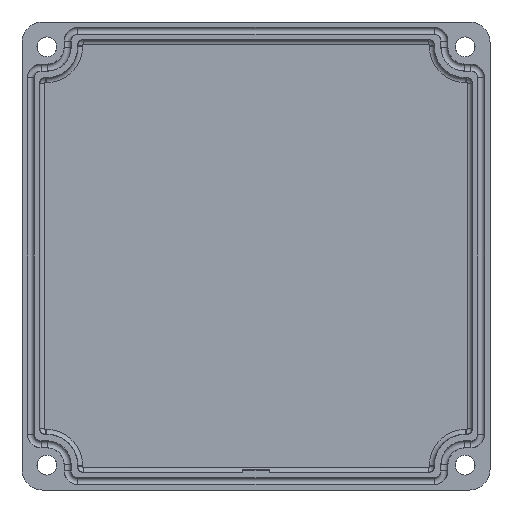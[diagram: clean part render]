
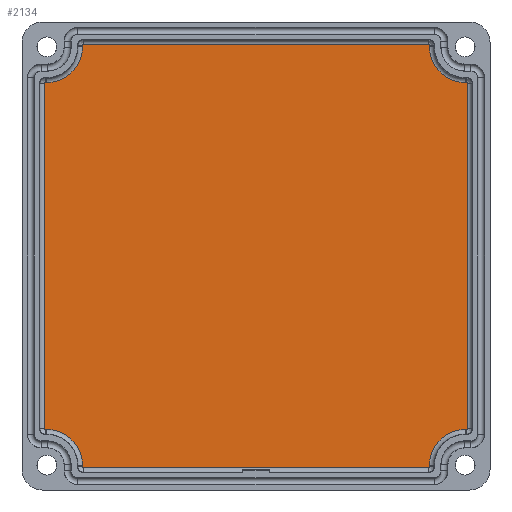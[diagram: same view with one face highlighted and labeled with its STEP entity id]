
A CAD part, front view. The second image highlights one B-rep face of the part: STEP entity #2134.
In plain terms, the highlighted planar face has unit normal (0, -1, 0).
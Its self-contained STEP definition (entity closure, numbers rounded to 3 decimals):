
#1100 = EDGE_CURVE('',#1101,#1103,#1105,.T.);
#1101 = VERTEX_POINT('',#1102);
#1102 = CARTESIAN_POINT('',(-29.5,3.5,36.153));
#1103 = VERTEX_POINT('',#1104);
#1104 = CARTESIAN_POINT('',(29.5,3.5,36.153));
#1105 = LINE('',#1106,#1107);
#1106 = CARTESIAN_POINT('',(-10.,3.5,36.153));
#1107 = VECTOR('',#1108,1.);
#1108 = DIRECTION('',(1.,0.,0.));
#1145 = VERTEX_POINT('',#1146);
#1146 = CARTESIAN_POINT('',(-29.653,3.5,36.));
#1153 = EDGE_CURVE('',#1145,#1101,#1154,.T.);
#1154 = CIRCLE('',#1155,0.153);
#1155 = AXIS2_PLACEMENT_3D('',#1156,#1157,#1158);
#1156 = CARTESIAN_POINT('',(-29.5,3.5,36.));
#1157 = DIRECTION('',(0.,1.,0.));
#1158 = DIRECTION('',(-0.707,0.,0.707));
#1190 = EDGE_CURVE('',#1191,#1145,#1193,.T.);
#1191 = VERTEX_POINT('',#1192);
#1192 = CARTESIAN_POINT('',(-29.653,3.5,35.75));
#1193 = LINE('',#1194,#1195);
#1194 = CARTESIAN_POINT('',(-29.653,3.5,7.875));
#1195 = VECTOR('',#1196,1.);
#1196 = DIRECTION('',(0.,0.,1.));
#1223 = EDGE_CURVE('',#1224,#1191,#1226,.T.);
#1224 = VERTEX_POINT('',#1225);
#1225 = CARTESIAN_POINT('',(-35.75,3.5,29.653));
#1226 = CIRCLE('',#1227,6.097);
#1227 = AXIS2_PLACEMENT_3D('',#1228,#1229,#1230);
#1228 = CARTESIAN_POINT('',(-35.75,3.5,35.75));
#1229 = DIRECTION('',(0.,-1.,0.));
#1230 = DIRECTION('',(0.707,0.,-0.707));
#1256 = EDGE_CURVE('',#1257,#1224,#1259,.T.);
#1257 = VERTEX_POINT('',#1258);
#1258 = CARTESIAN_POINT('',(-36.,3.5,29.653));
#1259 = LINE('',#1260,#1261);
#1260 = CARTESIAN_POINT('',(-28.5,3.5,29.653));
#1261 = VECTOR('',#1262,1.);
#1262 = DIRECTION('',(1.,0.,0.));
#1282 = VERTEX_POINT('',#1283);
#1283 = CARTESIAN_POINT('',(-36.153,3.5,29.5));
#1290 = EDGE_CURVE('',#1282,#1257,#1291,.T.);
#1291 = CIRCLE('',#1292,0.153);
#1292 = AXIS2_PLACEMENT_3D('',#1293,#1294,#1295);
#1293 = CARTESIAN_POINT('',(-36.,3.5,29.5));
#1294 = DIRECTION('',(0.,1.,0.));
#1295 = DIRECTION('',(-0.707,0.,0.707));
#1327 = EDGE_CURVE('',#1328,#1282,#1330,.T.);
#1328 = VERTEX_POINT('',#1329);
#1329 = CARTESIAN_POINT('',(-36.153,3.5,-29.5));
#1330 = LINE('',#1331,#1332);
#1331 = CARTESIAN_POINT('',(-36.153,3.5,-30.));
#1332 = VECTOR('',#1333,1.);
#1333 = DIRECTION('',(0.,0.,1.));
#1353 = VERTEX_POINT('',#1354);
#1354 = CARTESIAN_POINT('',(-36.,3.5,-29.653));
#1361 = EDGE_CURVE('',#1353,#1328,#1362,.T.);
#1362 = CIRCLE('',#1363,0.153);
#1363 = AXIS2_PLACEMENT_3D('',#1364,#1365,#1366);
#1364 = CARTESIAN_POINT('',(-36.,3.5,-29.5));
#1365 = DIRECTION('',(0.,1.,0.));
#1366 = DIRECTION('',(-0.707,0.,-0.707));
#1398 = EDGE_CURVE('',#1399,#1353,#1401,.T.);
#1399 = VERTEX_POINT('',#1400);
#1400 = CARTESIAN_POINT('',(-35.75,3.5,-29.653));
#1401 = LINE('',#1402,#1403);
#1402 = CARTESIAN_POINT('',(-28.5,3.5,-29.653));
#1403 = VECTOR('',#1404,1.);
#1404 = DIRECTION('',(-1.,0.,0.));
#1431 = EDGE_CURVE('',#1432,#1399,#1434,.T.);
#1432 = VERTEX_POINT('',#1433);
#1433 = CARTESIAN_POINT('',(-29.653,3.5,-35.75));
#1434 = CIRCLE('',#1435,6.097);
#1435 = AXIS2_PLACEMENT_3D('',#1436,#1437,#1438);
#1436 = CARTESIAN_POINT('',(-35.75,3.5,-35.75));
#1437 = DIRECTION('',(0.,-1.,0.));
#1438 = DIRECTION('',(0.707,0.,0.707));
#1464 = EDGE_CURVE('',#1465,#1432,#1467,.T.);
#1465 = VERTEX_POINT('',#1466);
#1466 = CARTESIAN_POINT('',(-29.653,3.5,-36.));
#1467 = LINE('',#1468,#1469);
#1468 = CARTESIAN_POINT('',(-29.653,3.5,-27.875));
#1469 = VECTOR('',#1470,1.);
#1470 = DIRECTION('',(0.,0.,1.));
#1488 = VERTEX_POINT('',#1489);
#1489 = CARTESIAN_POINT('',(-29.5,3.5,-36.153));
#1496 = EDGE_CURVE('',#1488,#1465,#1497,.T.);
#1497 = CIRCLE('',#1498,0.153);
#1498 = AXIS2_PLACEMENT_3D('',#1499,#1500,#1501);
#1499 = CARTESIAN_POINT('',(-29.5,3.5,-36.));
#1500 = DIRECTION('',(0.,1.,0.));
#1501 = DIRECTION('',(-0.707,0.,-0.707));
#1528 = EDGE_CURVE('',#1529,#1488,#1531,.T.);
#1529 = VERTEX_POINT('',#1530);
#1530 = CARTESIAN_POINT('',(29.5,3.5,-36.153));
#1531 = LINE('',#1532,#1533);
#1532 = CARTESIAN_POINT('',(-10.,3.5,-36.153));
#1533 = VECTOR('',#1534,1.);
#1534 = DIRECTION('',(-1.,0.,0.));
#1563 = VERTEX_POINT('',#1564);
#1564 = CARTESIAN_POINT('',(29.653,3.5,-36.));
#1571 = EDGE_CURVE('',#1563,#1529,#1572,.T.);
#1572 = CIRCLE('',#1573,0.153);
#1573 = AXIS2_PLACEMENT_3D('',#1574,#1575,#1576);
#1574 = CARTESIAN_POINT('',(29.5,3.5,-36.));
#1575 = DIRECTION('',(0.,1.,0.));
#1576 = DIRECTION('',(0.707,0.,-0.707));
#1608 = EDGE_CURVE('',#1609,#1563,#1611,.T.);
#1609 = VERTEX_POINT('',#1610);
#1610 = CARTESIAN_POINT('',(29.653,3.5,-35.75));
#1611 = LINE('',#1612,#1613);
#1612 = CARTESIAN_POINT('',(29.653,3.5,-27.875));
#1613 = VECTOR('',#1614,1.);
#1614 = DIRECTION('',(0.,0.,-1.));
#1641 = EDGE_CURVE('',#1642,#1609,#1644,.T.);
#1642 = VERTEX_POINT('',#1643);
#1643 = CARTESIAN_POINT('',(35.75,3.5,-29.653));
#1644 = CIRCLE('',#1645,6.097);
#1645 = AXIS2_PLACEMENT_3D('',#1646,#1647,#1648);
#1646 = CARTESIAN_POINT('',(35.75,3.5,-35.75));
#1647 = DIRECTION('',(0.,-1.,0.));
#1648 = DIRECTION('',(-0.707,0.,0.707));
#1674 = EDGE_CURVE('',#1675,#1642,#1677,.T.);
#1675 = VERTEX_POINT('',#1676);
#1676 = CARTESIAN_POINT('',(36.,3.5,-29.653));
#1677 = LINE('',#1678,#1679);
#1678 = CARTESIAN_POINT('',(8.5,3.5,-29.653));
#1679 = VECTOR('',#1680,1.);
#1680 = DIRECTION('',(-1.,0.,0.));
#1700 = VERTEX_POINT('',#1701);
#1701 = CARTESIAN_POINT('',(36.153,3.5,-29.5));
#1708 = EDGE_CURVE('',#1700,#1675,#1709,.T.);
#1709 = CIRCLE('',#1710,0.153);
#1710 = AXIS2_PLACEMENT_3D('',#1711,#1712,#1713);
#1711 = CARTESIAN_POINT('',(36.,3.5,-29.5));
#1712 = DIRECTION('',(0.,1.,0.));
#1713 = DIRECTION('',(0.707,0.,-0.707));
#1745 = EDGE_CURVE('',#1746,#1700,#1748,.T.);
#1746 = VERTEX_POINT('',#1747);
#1747 = CARTESIAN_POINT('',(36.153,3.5,29.5));
#1748 = LINE('',#1749,#1750);
#1749 = CARTESIAN_POINT('',(36.153,3.5,-30.));
#1750 = VECTOR('',#1751,1.);
#1751 = DIRECTION('',(0.,0.,-1.));
#1771 = VERTEX_POINT('',#1772);
#1772 = CARTESIAN_POINT('',(36.,3.5,29.653));
#1779 = EDGE_CURVE('',#1771,#1746,#1780,.T.);
#1780 = CIRCLE('',#1781,0.153);
#1781 = AXIS2_PLACEMENT_3D('',#1782,#1783,#1784);
#1782 = CARTESIAN_POINT('',(36.,3.5,29.5));
#1783 = DIRECTION('',(0.,1.,0.));
#1784 = DIRECTION('',(0.707,-0.,0.707));
#1816 = EDGE_CURVE('',#1817,#1771,#1819,.T.);
#1817 = VERTEX_POINT('',#1818);
#1818 = CARTESIAN_POINT('',(35.75,3.5,29.653));
#1819 = LINE('',#1820,#1821);
#1820 = CARTESIAN_POINT('',(8.5,3.5,29.653));
#1821 = VECTOR('',#1822,1.);
#1822 = DIRECTION('',(1.,0.,0.));
#1849 = EDGE_CURVE('',#1850,#1817,#1852,.T.);
#1850 = VERTEX_POINT('',#1851);
#1851 = CARTESIAN_POINT('',(29.653,3.5,35.75));
#1852 = CIRCLE('',#1853,6.097);
#1853 = AXIS2_PLACEMENT_3D('',#1854,#1855,#1856);
#1854 = CARTESIAN_POINT('',(35.75,3.5,35.75));
#1855 = DIRECTION('',(0.,-1.,0.));
#1856 = DIRECTION('',(-0.707,-0.,-0.707));
#1882 = EDGE_CURVE('',#1883,#1850,#1885,.T.);
#1883 = VERTEX_POINT('',#1884);
#1884 = CARTESIAN_POINT('',(29.653,3.5,36.));
#1885 = LINE('',#1886,#1887);
#1886 = CARTESIAN_POINT('',(29.653,3.5,7.875));
#1887 = VECTOR('',#1888,1.);
#1888 = DIRECTION('',(0.,0.,-1.));
#1906 = EDGE_CURVE('',#1103,#1883,#1907,.T.);
#1907 = CIRCLE('',#1908,0.153);
#1908 = AXIS2_PLACEMENT_3D('',#1909,#1910,#1911);
#1909 = CARTESIAN_POINT('',(29.5,3.5,36.));
#1910 = DIRECTION('',(0.,1.,0.));
#1911 = DIRECTION('',(0.707,-0.,0.707));
#2134 = ADVANCED_FACE('',(#2135),#2161,.F.);
#2135 = FACE_BOUND('',#2136,.T.);
#2136 = EDGE_LOOP('',(#2137,#2138,#2139,#2140,#2141,#2142,#2143,#2144,
    #2145,#2146,#2147,#2148,#2149,#2150,#2151,#2152,#2153,#2154,#2155,
    #2156,#2157,#2158,#2159,#2160));
#2137 = ORIENTED_EDGE('',*,*,#1100,.F.);
#2138 = ORIENTED_EDGE('',*,*,#1153,.F.);
#2139 = ORIENTED_EDGE('',*,*,#1190,.F.);
#2140 = ORIENTED_EDGE('',*,*,#1223,.F.);
#2141 = ORIENTED_EDGE('',*,*,#1256,.F.);
#2142 = ORIENTED_EDGE('',*,*,#1290,.F.);
#2143 = ORIENTED_EDGE('',*,*,#1327,.F.);
#2144 = ORIENTED_EDGE('',*,*,#1361,.F.);
#2145 = ORIENTED_EDGE('',*,*,#1398,.F.);
#2146 = ORIENTED_EDGE('',*,*,#1431,.F.);
#2147 = ORIENTED_EDGE('',*,*,#1464,.F.);
#2148 = ORIENTED_EDGE('',*,*,#1496,.F.);
#2149 = ORIENTED_EDGE('',*,*,#1528,.F.);
#2150 = ORIENTED_EDGE('',*,*,#1571,.F.);
#2151 = ORIENTED_EDGE('',*,*,#1608,.F.);
#2152 = ORIENTED_EDGE('',*,*,#1641,.F.);
#2153 = ORIENTED_EDGE('',*,*,#1674,.F.);
#2154 = ORIENTED_EDGE('',*,*,#1708,.F.);
#2155 = ORIENTED_EDGE('',*,*,#1745,.F.);
#2156 = ORIENTED_EDGE('',*,*,#1779,.F.);
#2157 = ORIENTED_EDGE('',*,*,#1816,.F.);
#2158 = ORIENTED_EDGE('',*,*,#1849,.F.);
#2159 = ORIENTED_EDGE('',*,*,#1882,.F.);
#2160 = ORIENTED_EDGE('',*,*,#1906,.F.);
#2161 = PLANE('',#2162);
#2162 = AXIS2_PLACEMENT_3D('',#2163,#2164,#2165);
#2163 = CARTESIAN_POINT('',(-20.,3.5,-20.));
#2164 = DIRECTION('',(0.,1.,0.));
#2165 = DIRECTION('',(0.,-0.,1.));
